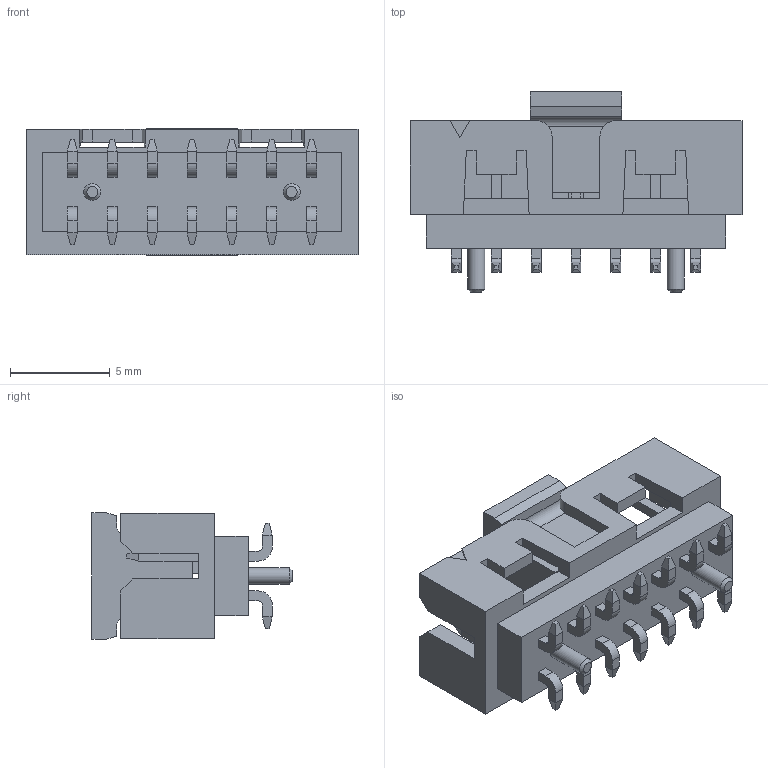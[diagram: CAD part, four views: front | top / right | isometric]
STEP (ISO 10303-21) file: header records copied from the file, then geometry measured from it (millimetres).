
FILE_DESCRIPTION( ( 'STEP AP214' ), '1' );
FILE_NAME( 'psolqas11174922716.stp', '2020-01-13T10:17:49', ( '' ), ( '' ), ' ', 'PARTsolutions', ' ' );
FILE_SCHEMA( ( 'AUTOMOTIVE_DESIGN { 1 0 10303 214 1 1 1 1 }' ) );
Length unit declared in the file: metre
Products named in the file (1): 1
Bounding box: 16.65 x 10.05 x 6.35 mm (x, y, z)
Volume: 402.2 mm3; surface area: 879.7 mm2
Topology: 1 solids, 1 shells, 377 faces, 961 edges, 609 vertices
Faces by surface type: plane 341, cylinder 34, cone 2
Full cylindrical faces by diameter (mm): 0.85 x2
Entity records: 11085 total; most frequent: CARTESIAN_POINT 1946, ORIENTED_EDGE 1908, DIRECTION 1778, EDGE_CURVE 954, LINE 882, VECTOR 882, VERTEX_POINT 606, AXIS2_PLACEMENT_3D 448
